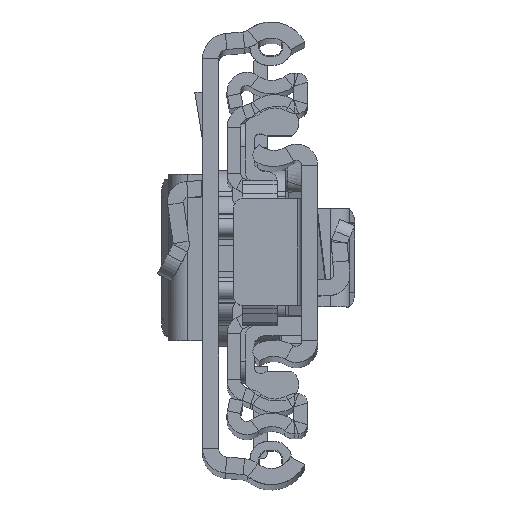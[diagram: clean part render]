
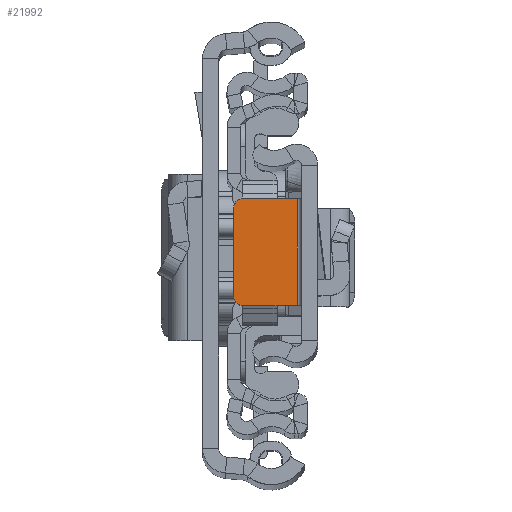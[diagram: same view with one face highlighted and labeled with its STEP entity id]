
A CAD part, top view. The second image highlights one B-rep face of the part: STEP entity #21992.
In plain terms, the highlighted planar face has unit normal (0, 0, 1).
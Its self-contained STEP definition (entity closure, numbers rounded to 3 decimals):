
#432 = CARTESIAN_POINT ( 'NONE',  ( -1.8, 6.151, -6.8 ) ) ;
#1655 = DIRECTION ( 'NONE',  ( 1., 0., 0. ) ) ;
#1927 = DIRECTION ( 'NONE',  ( 0., 0., 1. ) ) ;
#2112 = ORIENTED_EDGE ( 'NONE', *, *, #10930, .F. ) ;
#2126 = VERTEX_POINT ( 'NONE', #4122 ) ;
#2411 = CARTESIAN_POINT ( 'NONE',  ( 0., 0., -6.8 ) ) ;
#2594 = VERTEX_POINT ( 'NONE', #25295 ) ;
#2829 = DIRECTION ( 'NONE',  ( 1., 0., 0. ) ) ;
#4122 = CARTESIAN_POINT ( 'NONE',  ( -9.4, -4.849, -6.8 ) ) ;
#4678 = VERTEX_POINT ( 'NONE', #14740 ) ;
#4708 = ORIENTED_EDGE ( 'NONE', *, *, #23468, .T. ) ;
#4966 = LINE ( 'NONE', #22991, #22867 ) ;
#4974 = DIRECTION ( 'NONE',  ( -1., 0., 0. ) ) ;
#5358 = EDGE_LOOP ( 'NONE', ( #5812, #19534, #23653, #5725, #2112, #4708 ) ) ;
#5582 = VERTEX_POINT ( 'NONE', #12852 ) ;
#5725 = ORIENTED_EDGE ( 'NONE', *, *, #21924, .F. ) ;
#5812 = ORIENTED_EDGE ( 'NONE', *, *, #17611, .F. ) ;
#6471 = DIRECTION ( 'NONE',  ( 1., 0., 0. ) ) ;
#6864 = VERTEX_POINT ( 'NONE', #20065 ) ;
#6920 = CARTESIAN_POINT ( 'NONE',  ( -8.4, 5.151, -6.8 ) ) ;
#6961 = DIRECTION ( 'NONE',  ( 1., 0., 0. ) ) ;
#10272 = CARTESIAN_POINT ( 'NONE',  ( -8.4, -4.849, -6.8 ) ) ;
#10796 = EDGE_CURVE ( 'NONE', #2126, #5582, #21849, .T. ) ;
#10930 = EDGE_CURVE ( 'NONE', #2594, #4678, #11472, .T. ) ;
#11472 = LINE ( 'NONE', #432, #11700 ) ;
#11652 = LINE ( 'NONE', #18607, #25820 ) ;
#11700 = VECTOR ( 'NONE', #2829, 1000. ) ;
#12852 = CARTESIAN_POINT ( 'NONE',  ( -8.4, -5.849, -6.8 ) ) ;
#13145 = DIRECTION ( 'NONE',  ( 0., 0., 1. ) ) ;
#13910 = DIRECTION ( 'NONE',  ( 0., -1., 0. ) ) ;
#14740 = CARTESIAN_POINT ( 'NONE',  ( -2.3, 6.151, -6.8 ) ) ;
#15274 = CARTESIAN_POINT ( 'NONE',  ( -9.4, 6.151, -6.8 ) ) ;
#15396 = CARTESIAN_POINT ( 'NONE',  ( -9.4, 5.151, -6.8 ) ) ;
#16021 = DIRECTION ( 'NONE',  ( 0., 0., 1. ) ) ;
#17550 = DIRECTION ( 'NONE',  ( 0., 1., 0. ) ) ;
#17611 = EDGE_CURVE ( 'NONE', #2126, #17983, #29074, .T. ) ;
#17983 = VERTEX_POINT ( 'NONE', #15396 ) ;
#18455 = FACE_OUTER_BOUND ( 'NONE', #5358, .T. ) ;
#18607 = CARTESIAN_POINT ( 'NONE',  ( -9.4, -5.849, -6.8 ) ) ;
#19534 = ORIENTED_EDGE ( 'NONE', *, *, #10796, .T. ) ;
#20040 = AXIS2_PLACEMENT_3D ( 'NONE', #6920, #1927, #6471 ) ;
#20065 = CARTESIAN_POINT ( 'NONE',  ( -2.3, -5.849, -6.8 ) ) ;
#20527 = CIRCLE ( 'NONE', #20040, 1. ) ;
#20897 = AXIS2_PLACEMENT_3D ( 'NONE', #10272, #13145, #1655 ) ;
#21849 = CIRCLE ( 'NONE', #20897, 1. ) ;
#21924 = EDGE_CURVE ( 'NONE', #4678, #6864, #4966, .T. ) ;
#21992 = ADVANCED_FACE ( 'NONE', ( #18455 ), #27703, .T. ) ;
#22375 = AXIS2_PLACEMENT_3D ( 'NONE', #2411, #16021, #6961 ) ;
#22867 = VECTOR ( 'NONE', #13910, 1000. ) ;
#22965 = EDGE_CURVE ( 'NONE', #6864, #5582, #11652, .T. ) ;
#22991 = CARTESIAN_POINT ( 'NONE',  ( -2.3, 6.151, -6.8 ) ) ;
#23468 = EDGE_CURVE ( 'NONE', #2594, #17983, #20527, .T. ) ;
#23653 = ORIENTED_EDGE ( 'NONE', *, *, #22965, .F. ) ;
#25295 = CARTESIAN_POINT ( 'NONE',  ( -8.4, 6.151, -6.8 ) ) ;
#25820 = VECTOR ( 'NONE', #4974, 1000. ) ;
#26984 = VECTOR ( 'NONE', #17550, 1000. ) ;
#27703 = PLANE ( 'NONE',  #22375 ) ;
#29074 = LINE ( 'NONE', #15274, #26984 ) ;
